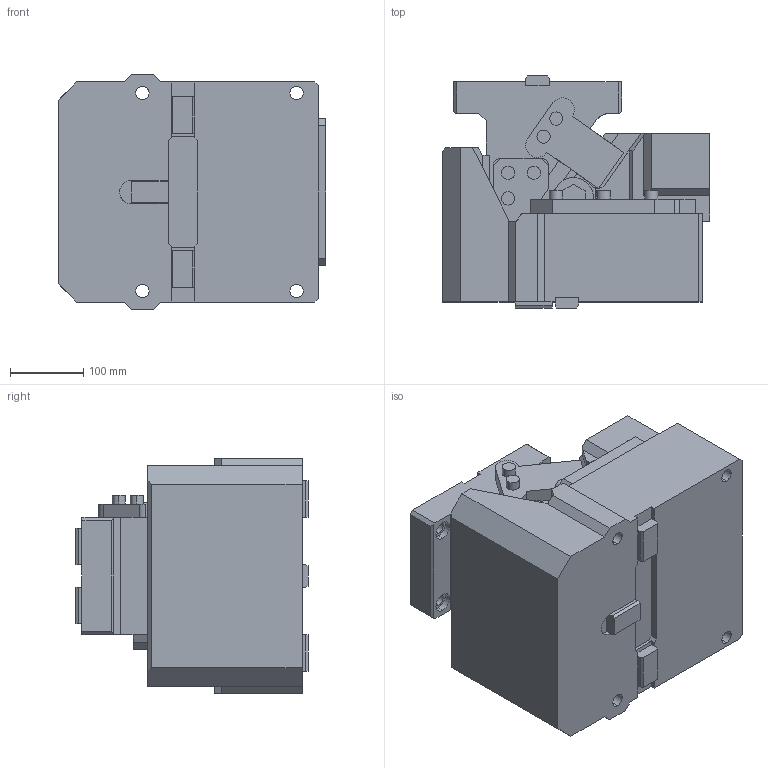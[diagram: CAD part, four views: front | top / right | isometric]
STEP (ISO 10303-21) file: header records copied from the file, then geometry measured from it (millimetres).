
FILE_DESCRIPTION(('CATIA V5 STEP Exchange'),'2;1');
FILE_NAME('CDCP_200_00_60.stp','2016-09-28T11:00:08+00:00',('none'),('none'),'CATIA Version 5 Release 20 GA (IN-10)','CATIA V5 STEP AP203','none');
FILE_SCHEMA(('CONFIG_CONTROL_DESIGN'));
Length unit declared in the file: millimetre
Products named in the file (1): CDCP-200-00-60
Bounding box: 365 x 317 x 320 mm (x, y, z)
Volume: 19295540.8 mm3; surface area: 1121534.5 mm2
Topology: 3 solids, 3 shells, 507 faces, 1378 edges, 900 vertices
Faces by surface type: plane 398, cylinder 109
Entity records: 16290 total; most frequent: CARTESIAN_POINT 3660, ORIENTED_EDGE 2756, DIRECTION 2279, EDGE_CURVE 1378, VECTOR 1139, LINE 1139, VERTEX_POINT 900, AXIS2_PLACEMENT_3D 662
